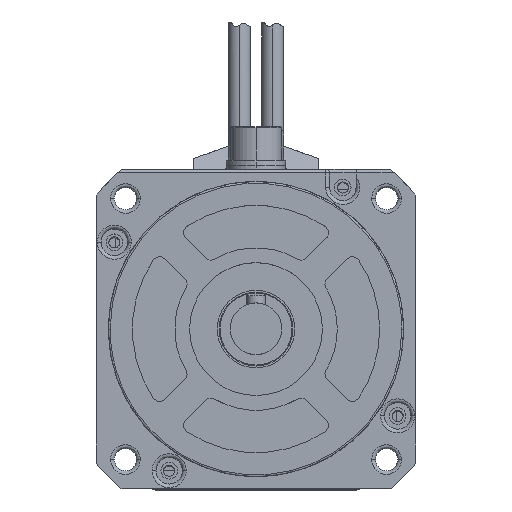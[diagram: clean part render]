
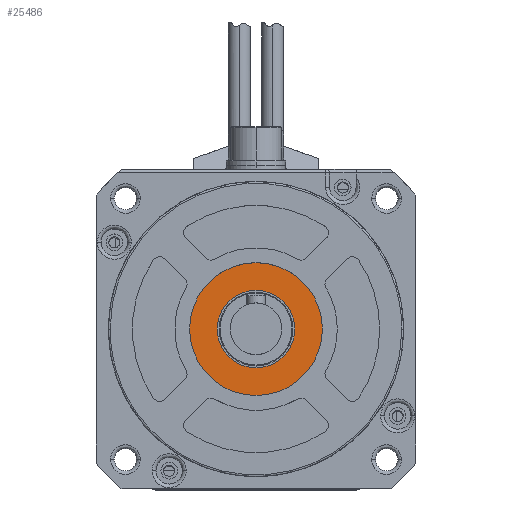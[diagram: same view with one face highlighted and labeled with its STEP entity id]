
A CAD part, top view. The second image highlights one B-rep face of the part: STEP entity #25486.
In plain terms, the highlighted planar face has unit normal (0, 0, 1).
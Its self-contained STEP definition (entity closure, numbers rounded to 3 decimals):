
#5315 = CIRCLE ( 'NONE', #5317, 18. ) ;
#5317 = AXIS2_PLACEMENT_3D ( 'NONE', #6894, #6896, #6898 ) ;
#5346 = CIRCLE ( 'NONE', #5356, 10.5 ) ;
#5356 = AXIS2_PLACEMENT_3D ( 'NONE', #7089, #7091, #7093 ) ;
#6533 = VERTEX_POINT ( 'NONE', #33695 ) ;
#6894 = CARTESIAN_POINT ( 'NONE',  ( 0., 0., 97. ) ) ;
#6896 = DIRECTION ( 'NONE',  ( 0., 0., 1. ) ) ;
#6898 = DIRECTION ( 'NONE',  ( 1., 0., 0. ) ) ;
#7089 = CARTESIAN_POINT ( 'NONE',  ( 0., 0., 97. ) ) ;
#7091 = DIRECTION ( 'NONE',  ( 0., 0., 1. ) ) ;
#7093 = DIRECTION ( 'NONE',  ( 1., 0., 0. ) ) ;
#7194 = VERTEX_POINT ( 'NONE', #33230 ) ;
#7658 = VERTEX_POINT ( 'NONE', #32648 ) ;
#8391 = VERTEX_POINT ( 'NONE', #32828 ) ;
#13458 = AXIS2_PLACEMENT_3D ( 'NONE', #16328, #16336, #16337 ) ;
#14081 = EDGE_LOOP ( 'NONE', ( #21097, #21924 ) ) ;
#16328 = CARTESIAN_POINT ( 'NONE',  ( 0., 18., 97. ) ) ;
#16329 = FACE_BOUND ( 'NONE', #14081, .T. ) ;
#16333 = FACE_OUTER_BOUND ( 'NONE', #27817, .T. ) ;
#16334 = PLANE ( 'NONE',  #13458 ) ;
#16336 = DIRECTION ( 'NONE',  ( 0., 0., -1. ) ) ;
#16337 = DIRECTION ( 'NONE',  ( -1., 0., 0. ) ) ;
#17903 = CARTESIAN_POINT ( 'NONE',  ( 0., 0., 97. ) ) ;
#18227 = DIRECTION ( 'NONE',  ( 1., 0., 0. ) ) ;
#18473 = CARTESIAN_POINT ( 'NONE',  ( 0., 0., 97. ) ) ;
#18489 = DIRECTION ( 'NONE',  ( 0., 0., 1. ) ) ;
#18722 = DIRECTION ( 'NONE',  ( 1., 0., 0. ) ) ;
#19386 = DIRECTION ( 'NONE',  ( 0., 0., 1. ) ) ;
#21097 = ORIENTED_EDGE ( 'NONE', *, *, #22887, .F. ) ;
#21540 = ORIENTED_EDGE ( 'NONE', *, *, #24800, .T. ) ;
#21652 = ORIENTED_EDGE ( 'NONE', *, *, #22916, .T. ) ;
#21924 = ORIENTED_EDGE ( 'NONE', *, *, #24826, .F. ) ;
#22887 = EDGE_CURVE ( 'NONE', #7658, #7194, #32248, .T. ) ;
#22916 = EDGE_CURVE ( 'NONE', #6533, #8391, #32294, .T. ) ;
#24800 = EDGE_CURVE ( 'NONE', #8391, #6533, #5315, .T. ) ;
#24826 = EDGE_CURVE ( 'NONE', #7194, #7658, #5346, .T. ) ;
#25486 = ADVANCED_FACE ( 'NONE', ( #16333, #16329 ), #16334, .F. ) ;
#27817 = EDGE_LOOP ( 'NONE', ( #21652, #21540 ) ) ;
#32248 = CIRCLE ( 'NONE', #32253, 10.5 ) ;
#32253 = AXIS2_PLACEMENT_3D ( 'NONE', #17903, #19386, #18227 ) ;
#32294 = CIRCLE ( 'NONE', #32303, 18. ) ;
#32303 = AXIS2_PLACEMENT_3D ( 'NONE', #18473, #18489, #18722 ) ;
#32648 = CARTESIAN_POINT ( 'NONE',  ( 10.5, 0., 97. ) ) ;
#32828 = CARTESIAN_POINT ( 'NONE',  ( -18., 0., 97. ) ) ;
#33230 = CARTESIAN_POINT ( 'NONE',  ( -10.5, 0., 97. ) ) ;
#33695 = CARTESIAN_POINT ( 'NONE',  ( 18., 0., 97. ) ) ;
